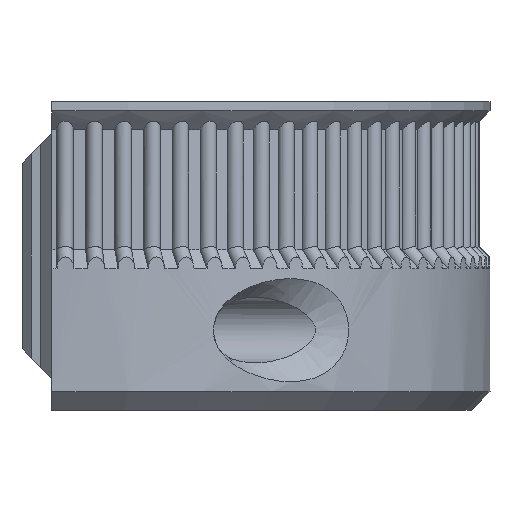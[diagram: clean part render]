
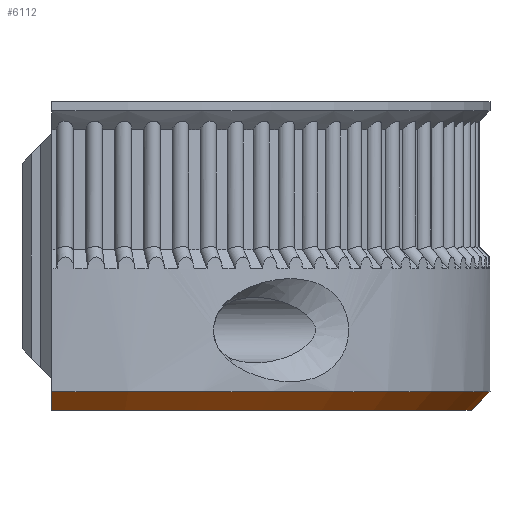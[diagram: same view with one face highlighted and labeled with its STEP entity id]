
A CAD part, left-side view. The second image highlights one B-rep face of the part: STEP entity #6112.
In plain terms, the highlighted conical face has half-angle 45 degrees and reference radius 47.5 mm.
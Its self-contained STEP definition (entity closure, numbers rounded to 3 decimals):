
#39=CONICAL_SURFACE('',#6573,47.5,0.785);
#101=(
BOUNDED_CURVE()
B_SPLINE_CURVE(2,(#13360,#13361,#13362),.UNSPECIFIED.,.F.,.F.)
B_SPLINE_CURVE_WITH_KNOTS((3,3),(5.201,5.495),
 .UNSPECIFIED.)
CURVE()
GEOMETRIC_REPRESENTATION_ITEM()
RATIONAL_B_SPLINE_CURVE((1.337,1.341,1.344))
REPRESENTATION_ITEM('')
);
#103=(
BOUNDED_CURVE()
B_SPLINE_CURVE(2,(#13563,#13564,#13565),.UNSPECIFIED.,.F.,.F.)
B_SPLINE_CURVE_WITH_KNOTS((3,3),(8.447,8.744),
 .UNSPECIFIED.)
CURVE()
GEOMETRIC_REPRESENTATION_ITEM()
RATIONAL_B_SPLINE_CURVE((1.328,1.325,1.321))
REPRESENTATION_ITEM('')
);
#304=FACE_OUTER_BOUND('',#658,.T.);
#658=EDGE_LOOP('',(#4538,#4539,#4540,#4541));
#1358=CIRCLE('',#6433,45.);
#1418=CIRCLE('',#6500,47.);
#2327=VERTEX_POINT('',#10369);
#2328=VERTEX_POINT('',#10371);
#2452=VERTEX_POINT('',#11665);
#2453=VERTEX_POINT('',#11667);
#3032=EDGE_CURVE('',#2328,#2327,#1358,.T.);
#3165=EDGE_CURVE('',#2453,#2452,#1418,.T.);
#3311=EDGE_CURVE('',#2453,#2327,#101,.T.);
#3324=EDGE_CURVE('',#2328,#2452,#103,.T.);
#4538=ORIENTED_EDGE('',*,*,#3165,.T.);
#4539=ORIENTED_EDGE('',*,*,#3324,.F.);
#4540=ORIENTED_EDGE('',*,*,#3032,.T.);
#4541=ORIENTED_EDGE('',*,*,#3311,.F.);
#6112=ADVANCED_FACE('',(#304),#39,.T.);
#6433=AXIS2_PLACEMENT_3D('',#10372,#7154,#7155);
#6500=AXIS2_PLACEMENT_3D('',#11668,#7306,#7307);
#6573=AXIS2_PLACEMENT_3D('',#13562,#7467,#7468);
#7154=DIRECTION('center_axis',(0.,0.,1.));
#7155=DIRECTION('ref_axis',(0.,-1.,0.));
#7306=DIRECTION('center_axis',(0.,0.,
-1.));
#7307=DIRECTION('ref_axis',(1.,-0.004,0.));
#7467=DIRECTION('center_axis',(0.,0.,
1.));
#7468=DIRECTION('ref_axis',(0.,-1.,0.));
#10369=CARTESIAN_POINT('',(-43.423,215.25,0.));
#10371=CARTESIAN_POINT('',(-133.422,215.25,0.));
#10372=CARTESIAN_POINT('Origin',(-88.423,215.45,0.));
#11665=CARTESIAN_POINT('',(-135.422,215.25,2.));
#11667=CARTESIAN_POINT('',(-41.423,215.25,2.));
#11668=CARTESIAN_POINT('Origin',(-88.423,215.45,2.));
#13360=CARTESIAN_POINT('Ctrl Pts',(-41.423,215.25,2.));
#13361=CARTESIAN_POINT('Ctrl Pts',(-42.445,215.25,0.978));
#13362=CARTESIAN_POINT('Ctrl Pts',(-43.423,215.25,0.));
#13562=CARTESIAN_POINT('Origin',(-88.423,215.45,2.5));
#13563=CARTESIAN_POINT('Ctrl Pts',(-133.422,215.25,0.));
#13564=CARTESIAN_POINT('Ctrl Pts',(-134.401,215.25,0.978));
#13565=CARTESIAN_POINT('Ctrl Pts',(-135.422,215.25,2.));
